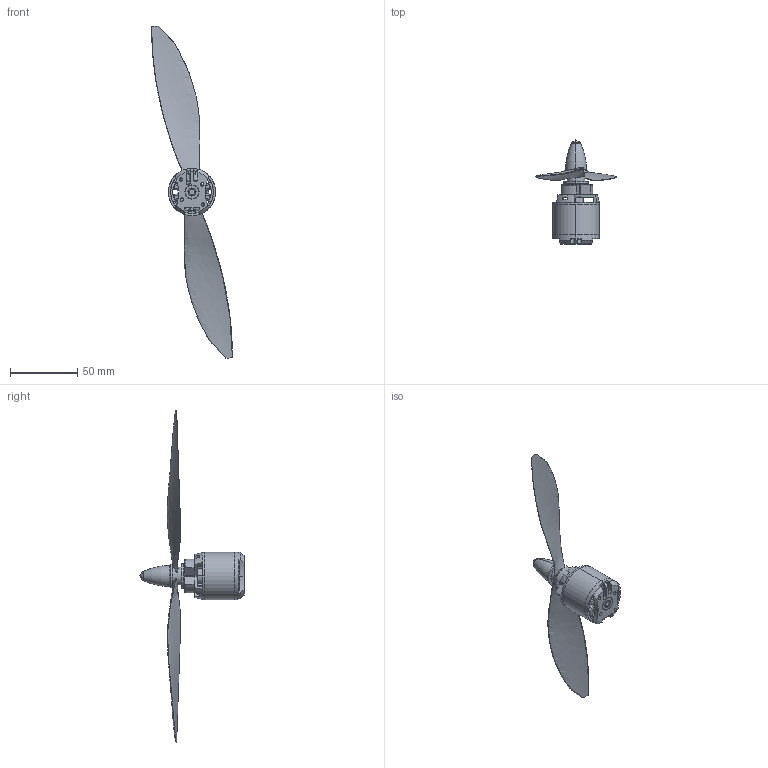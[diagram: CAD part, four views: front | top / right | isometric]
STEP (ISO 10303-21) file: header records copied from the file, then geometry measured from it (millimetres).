
FILE_DESCRIPTION (( 'STEP AP214' ), '1' );
FILE_NAME ('NTM_35-36_engine_assembly.STEP', '2013-07-12T21:11:40', ( 'Philippe Abboud' ), ( 'Mobile' ), 'SwSTEP 2.0', 'SolidWorks 2008', '' );
FILE_SCHEMA (( 'AUTOMOTIVE_DESIGN' ));
Length unit declared in the file: millimetre
Products named in the file (9): engine_bearing; Stator; NTM_35-36_enginebody; NTM_35-36_engine_assembly; propeller_washer; Propeller_adaptor; engine_base; Propeller_cone; propellers_10x4
Assembly tree (9 placements, depth 2):
  NTM_35-36_engine_assembly
    engine_base
    engine_bearing  x2
    Propeller_cone
    NTM_35-36_enginebody
    Stator
    propellers_10x4
    propeller_washer
    Propeller_adaptor
Bounding box: 60 x 77.2 x 246.4 mm (x, y, z)
Volume: 34578.9 mm3; surface area: 40764.4 mm2
Topology: 32 solids, 32 shells, 516 faces, 1368 edges, 902 vertices
Faces by surface type: cylinder 234, plane 234, cone 27, torus 17, bspline 4
Entity records: 23772 total; most frequent: CARTESIAN_POINT 6625, DIRECTION 2747, ORIENTED_EDGE 2680, EDGE_CURVE 1340, AXIS2_PLACEMENT_3D 1035, VERTEX_POINT 886, VECTOR 677, LINE 677
